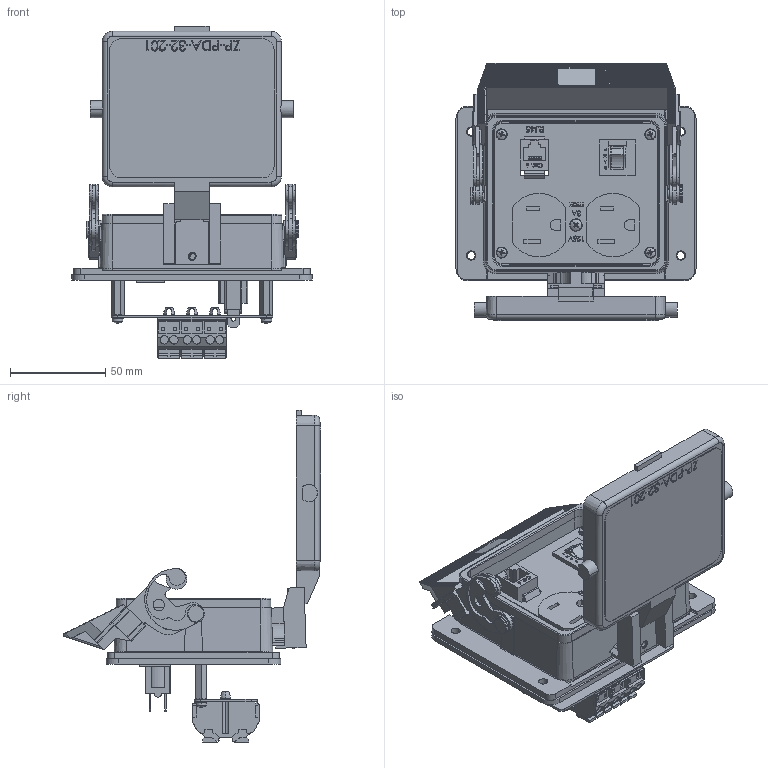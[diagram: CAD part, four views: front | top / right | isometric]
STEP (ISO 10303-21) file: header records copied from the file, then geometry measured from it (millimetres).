
FILE_DESCRIPTION (( 'STEP AP214' ), '1' );
FILE_NAME ('ZP-PDA-32-201.step', '2018-09-05T17:09:41', ( '' ), ( '' ), 'SwSTEP 2.0', 'SolidWorks 2017', '' );
FILE_SCHEMA (( 'AUTOMOTIVE_DESIGN' ));
Length unit declared in the file: inch
Products named in the file (1): ZP-PDA-32-201
Bounding box: 125.98 x 134.96 x 174.16 mm (x, y, z)
Volume: 215467.9 mm3; surface area: 118858.4 mm2
Topology: 1 solids, 21 shells, 2862 faces, 7761 edges, 5079 vertices
Faces by surface type: plane 1973, cylinder 580, bspline 208, torus 45, cone 42, sphere 14
Entity records: 121232 total; most frequent: CARTESIAN_POINT 28869, ORIENTED_EDGE 15514, DIRECTION 13900, EDGE_CURVE 7757, VECTOR 5700, LINE 5700, VERTEX_POINT 5079, AXIS2_PLACEMENT_3D 4100
